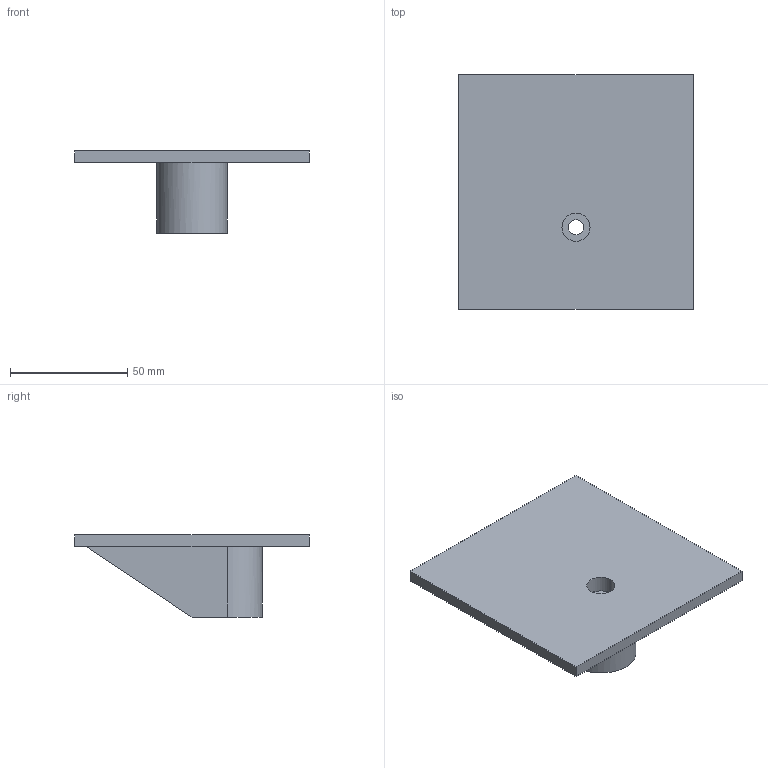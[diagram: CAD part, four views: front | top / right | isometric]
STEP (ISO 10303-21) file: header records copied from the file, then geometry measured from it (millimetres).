
FILE_DESCRIPTION(('CATIA V5 STEP Exchange'),'2;1');
FILE_NAME('Panneau_solaire.stp','2023-08-27T20:44:50+00:00',('none'),('none'),'CATIA Version 5 Release 19 GA (IN-10)','CATIA V5 STEP AP214','none');
FILE_SCHEMA(('AUTOMOTIVE_DESIGN { 1 0 10303 214 1 1 1 1 }'));
Length unit declared in the file: millimetre
Products named in the file (1): Part1
Bounding box: 100 x 100 x 35 mm (x, y, z)
Volume: 92632.1 mm3; surface area: 26705.5 mm2
Topology: 1 solids, 1 shells, 16 faces, 53 edges, 45 vertices
Faces by surface type: plane 11, cylinder 5
Entity records: 615 total; most frequent: CARTESIAN_POINT 125, DIRECTION 81, ORIENTED_EDGE 74, VECTOR 42, LINE 42, EDGE_CURVE 37, AXIS2_PLACEMENT_3D 26, VERTEX_POINT 25
